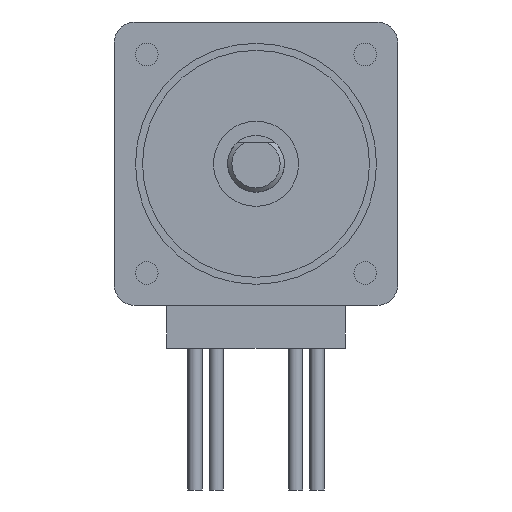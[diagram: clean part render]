
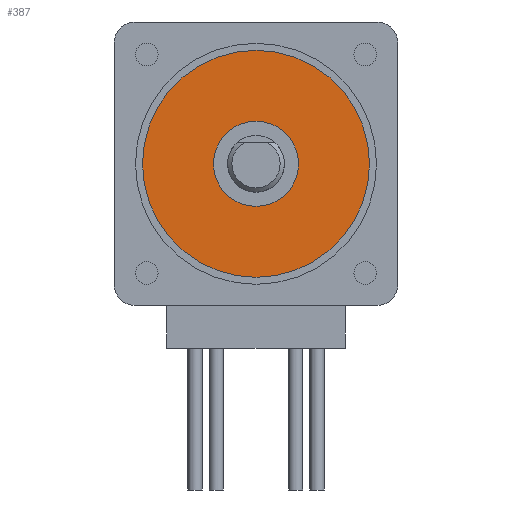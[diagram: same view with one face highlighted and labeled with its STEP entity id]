
A CAD part, front view. The second image highlights one B-rep face of the part: STEP entity #387.
In plain terms, the highlighted planar face has unit normal (0, -1, 0).
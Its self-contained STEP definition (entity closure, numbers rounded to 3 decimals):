
#387 = ADVANCED_FACE( '', ( #811, #812 ), #813, .F. );
#811 = FACE_BOUND( '', #1329, .T. );
#812 = FACE_OUTER_BOUND( '', #1330, .T. );
#813 = PLANE( '', #1331 );
#1329 = EDGE_LOOP( '', ( #2103 ) );
#1330 = EDGE_LOOP( '', ( #2104 ) );
#1331 = AXIS2_PLACEMENT_3D( '', #2105, #2106, #2107 );
#2103 = ORIENTED_EDGE( '', *, *, #3091, .T. );
#2104 = ORIENTED_EDGE( '', *, *, #3076, .F. );
#2105 = CARTESIAN_POINT( '', ( 0., -6.6, 0. ) );
#2106 = DIRECTION( '', ( 0., 1., 0. ) );
#2107 = DIRECTION( '', ( 0., 0., 1. ) );
#3076 = EDGE_CURVE( '', #3686, #3686, #3687, .T. );
#3091 = EDGE_CURVE( '', #3706, #3706, #3707, .T. );
#3686 = VERTEX_POINT( '', #4527 );
#3687 = CIRCLE( '', #4528, 8. );
#3706 = VERTEX_POINT( '', #4553 );
#3707 = CIRCLE( '', #4554, 3. );
#4527 = CARTESIAN_POINT( '', ( 8., -6.6, 0. ) );
#4528 = AXIS2_PLACEMENT_3D( '', #5196, #5197, #5198 );
#4553 = CARTESIAN_POINT( '', ( 3., -6.6, 0. ) );
#4554 = AXIS2_PLACEMENT_3D( '', #5217, #5218, #5219 );
#5196 = CARTESIAN_POINT( '', ( 0., -6.6, 0. ) );
#5197 = DIRECTION( '', ( 0., 1., 0. ) );
#5198 = DIRECTION( '', ( 1., 0., 0. ) );
#5217 = CARTESIAN_POINT( '', ( 0., -6.6, 0. ) );
#5218 = DIRECTION( '', ( 0., 1., 0. ) );
#5219 = DIRECTION( '', ( 1., 0., 0. ) );
